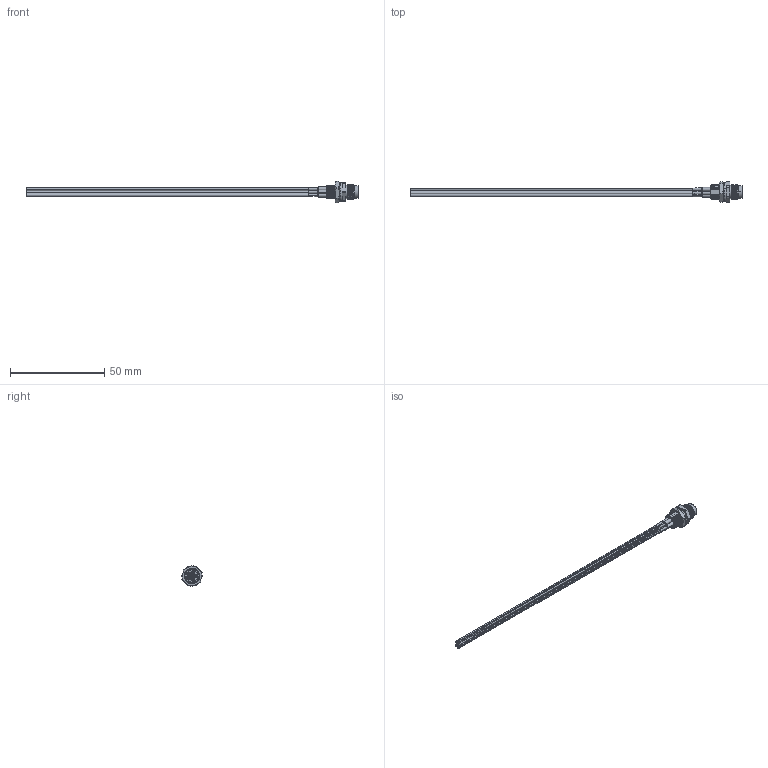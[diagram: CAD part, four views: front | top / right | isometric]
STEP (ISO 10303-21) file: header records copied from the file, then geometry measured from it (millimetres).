
FILE_DESCRIPTION (( 'STEP AP214' ), '1' );
FILE_NAME ('10-05450.STEP', '2023-09-28T19:16:00', ( '' ), ( '' ), 'SwSTEP 2.0', 'SolidWorks 2021', '' );
FILE_SCHEMA (( 'AUTOMOTIVE_DESIGN' ));
Length unit declared in the file: millimetre
Products named in the file (15): 54-00326-04___; 54-00326-05___; Heat shrink; 54-00326; 54-00326-01___; 30-01776_blunt cut; 30-01781_blunt cut; 30-01774_blunt cut; 54-00326-03___; 30-01780_blunt cut; 30-01773_blunt cut; 30-02983_blunt cut; 54-00326-06___; 10-05450; 54-00326-02
Assembly tree (23 placements, depth 3):
  10-05450
    54-00326
      54-00326-01___
      54-00326-02
      54-00326-03___  x5
      54-00326-04___
      54-00326-05___
      54-00326-06___
    Heat shrink  x6
    30-01781_blunt cut
    30-01774_blunt cut
    30-01776_blunt cut
    30-01773_blunt cut
    30-01780_blunt cut
    30-02983_blunt cut
Bounding box: 176.5 x 10.99 x 11.23 mm (x, y, z)
Volume: 1658.7 mm3; surface area: 16787.1 mm2
Topology: 172 solids, 172 shells, 1407 faces, 3034 edges, 1986 vertices
Faces by surface type: cylinder 816, plane 396, bspline 82, cone 73, torus 28, sphere 12
Entity records: 65722 total; most frequent: CARTESIAN_POINT 28705, DIRECTION 6243, ORIENTED_EDGE 5384, EDGE_CURVE 2692, AXIS2_PLACEMENT_3D 2673, VERTEX_POINT 1782, EDGE_LOOP 1584, CIRCLE 1457
